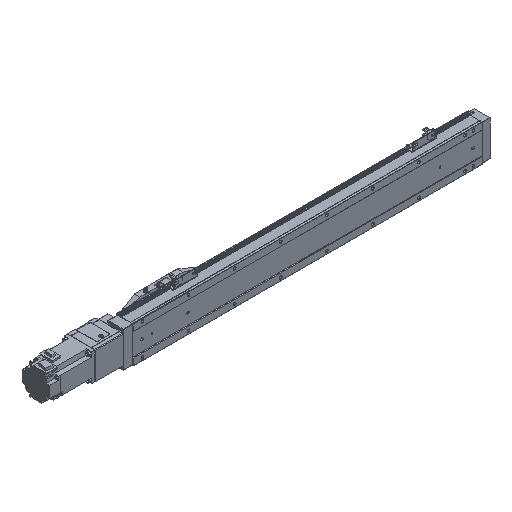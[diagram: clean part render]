
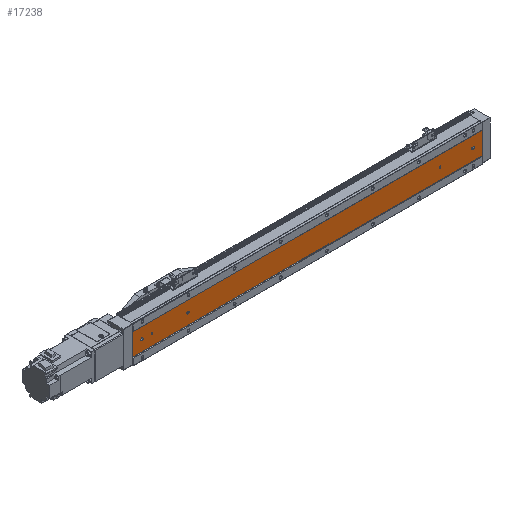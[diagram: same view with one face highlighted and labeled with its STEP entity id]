
A CAD part, isometric view. The second image highlights one B-rep face of the part: STEP entity #17238.
In plain terms, the highlighted planar face has unit normal (0, -1, 0).
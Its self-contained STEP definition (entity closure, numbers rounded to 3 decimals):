
#319 = CARTESIAN_POINT ( 'NONE',  ( 0., 1., 23.876 ) ) ;
#1225 = CARTESIAN_POINT ( 'NONE',  ( 739., 1., -2.5 ) ) ;
#1382 = ORIENTED_EDGE ( 'NONE', *, *, #29164, .F. ) ;
#1427 = DIRECTION ( 'NONE',  ( -1., 0., 0. ) ) ;
#1590 = CARTESIAN_POINT ( 'NONE',  ( 737., 1., -2.5 ) ) ;
#1613 = DIRECTION ( 'NONE',  ( 0., -1., 0. ) ) ;
#1979 = FACE_BOUND ( 'NONE', #14598, .T. ) ;
#2123 = DIRECTION ( 'NONE',  ( 0., 1., 0. ) ) ;
#2271 = ORIENTED_EDGE ( 'NONE', *, *, #4985, .F. ) ;
#2383 = VERTEX_POINT ( 'NONE', #18608 ) ;
#2638 = CARTESIAN_POINT ( 'NONE',  ( 758., 1., -2.5 ) ) ;
#3021 = EDGE_CURVE ( 'NONE', #20045, #6379, #16860, .T. ) ;
#3264 = EDGE_CURVE ( 'NONE', #10038, #22646, #21723, .T. ) ;
#3784 = AXIS2_PLACEMENT_3D ( 'NONE', #15530, #24764, #13237 ) ;
#4088 = EDGE_CURVE ( 'NONE', #6748, #9115, #27184, .T. ) ;
#4217 = EDGE_CURVE ( 'NONE', #9115, #2383, #20233, .T. ) ;
#4540 = FACE_BOUND ( 'NONE', #28077, .T. ) ;
#4662 = DIRECTION ( 'NONE',  ( 0., 0., 1. ) ) ;
#4985 = EDGE_CURVE ( 'NONE', #22646, #10038, #12806, .T. ) ;
#4993 = CARTESIAN_POINT ( 'NONE',  ( 739., 1., 0. ) ) ;
#5171 = DIRECTION ( 'NONE',  ( 0., 0., 1. ) ) ;
#5364 = DIRECTION ( 'NONE',  ( 1., 0., 0. ) ) ;
#5417 = CARTESIAN_POINT ( 'NONE',  ( 20., 1., 2.5 ) ) ;
#5452 = DIRECTION ( 'NONE',  ( 0., 0., 1. ) ) ;
#5598 = DIRECTION ( 'NONE',  ( 0., -1., 0. ) ) ;
#5616 = DIRECTION ( 'NONE',  ( 0., -1., 0. ) ) ;
#5621 = CIRCLE ( 'NONE', #20665, 2.1 ) ;
#5805 = EDGE_CURVE ( 'NONE', #6748, #23824, #8694, .T. ) ;
#5895 = ORIENTED_EDGE ( 'NONE', *, *, #20054, .T. ) ;
#5933 = EDGE_CURVE ( 'NONE', #7330, #21467, #5621, .T. ) ;
#6210 = LINE ( 'NONE', #26523, #12863 ) ;
#6349 = CIRCLE ( 'NONE', #17981, 2.1 ) ;
#6379 = VERTEX_POINT ( 'NONE', #12398 ) ;
#6383 = FACE_BOUND ( 'NONE', #19577, .T. ) ;
#6569 = CARTESIAN_POINT ( 'NONE',  ( 20., 1., -2.5 ) ) ;
#6679 = CARTESIAN_POINT ( 'NONE',  ( 758., 1., 23.876 ) ) ;
#6748 = VERTEX_POINT ( 'NONE', #23437 ) ;
#7330 = VERTEX_POINT ( 'NONE', #20061 ) ;
#7368 = DIRECTION ( 'NONE',  ( -1., 0., 0. ) ) ;
#7553 = CARTESIAN_POINT ( 'NONE',  ( 41.75, 1., 2.1 ) ) ;
#7896 = ORIENTED_EDGE ( 'NONE', *, *, #5933, .F. ) ;
#8119 = ORIENTED_EDGE ( 'NONE', *, *, #3021, .F. ) ;
#8210 = DIRECTION ( 'NONE',  ( 0., 0., 1. ) ) ;
#8694 = LINE ( 'NONE', #17962, #15815 ) ;
#8913 = EDGE_CURVE ( 'NONE', #21467, #7330, #9833, .T. ) ;
#9115 = VERTEX_POINT ( 'NONE', #23751 ) ;
#9279 = AXIS2_PLACEMENT_3D ( 'NONE', #14200, #16034, #22853 ) ;
#9283 = VERTEX_POINT ( 'NONE', #1590 ) ;
#9395 = DIRECTION ( 'NONE',  ( 0., -1., 0. ) ) ;
#9833 = CIRCLE ( 'NONE', #9279, 2.1 ) ;
#10038 = VERTEX_POINT ( 'NONE', #29072 ) ;
#10061 = LINE ( 'NONE', #2638, #10433 ) ;
#10390 = ORIENTED_EDGE ( 'NONE', *, *, #29387, .F. ) ;
#10433 = VECTOR ( 'NONE', #5364, 1000. ) ;
#10578 = CIRCLE ( 'NONE', #24628, 2.5 ) ;
#10929 = ORIENTED_EDGE ( 'NONE', *, *, #26016, .F. ) ;
#11522 = DIRECTION ( 'NONE',  ( 1., 0., 0. ) ) ;
#11660 = CIRCLE ( 'NONE', #26654, 2.5 ) ;
#12398 = CARTESIAN_POINT ( 'NONE',  ( 666.45, 1., -2.1 ) ) ;
#12399 = CARTESIAN_POINT ( 'NONE',  ( 120., 1., -2.5 ) ) ;
#12411 = VERTEX_POINT ( 'NONE', #1225 ) ;
#12754 = CARTESIAN_POINT ( 'NONE',  ( 739., 1., 2.5 ) ) ;
#12806 = CIRCLE ( 'NONE', #20576, 2.5 ) ;
#12863 = VECTOR ( 'NONE', #20171, 1000. ) ;
#13008 = AXIS2_PLACEMENT_3D ( 'NONE', #14732, #5616, #5171 ) ;
#13082 = VECTOR ( 'NONE', #7368, 1000. ) ;
#13222 = CARTESIAN_POINT ( 'NONE',  ( 666.45, 1., 0. ) ) ;
#13237 = DIRECTION ( 'NONE',  ( 0., 0., 1. ) ) ;
#13475 = CARTESIAN_POINT ( 'NONE',  ( 120., 1., 0. ) ) ;
#13563 = AXIS2_PLACEMENT_3D ( 'NONE', #6679, #2123, #11522 ) ;
#13660 = PLANE ( 'NONE',  #13563 ) ;
#14117 = ORIENTED_EDGE ( 'NONE', *, *, #18163, .F. ) ;
#14122 = EDGE_CURVE ( 'NONE', #9283, #12411, #10061, .T. ) ;
#14200 = CARTESIAN_POINT ( 'NONE',  ( 41.75, 1., 0. ) ) ;
#14272 = EDGE_LOOP ( 'NONE', ( #7896, #18067 ) ) ;
#14598 = EDGE_LOOP ( 'NONE', ( #26843, #8119 ) ) ;
#14644 = LINE ( 'NONE', #18897, #13082 ) ;
#14732 = CARTESIAN_POINT ( 'NONE',  ( 120., 1., 0. ) ) ;
#15023 = CARTESIAN_POINT ( 'NONE',  ( 20., 1., 0. ) ) ;
#15431 = VERTEX_POINT ( 'NONE', #25697 ) ;
#15530 = CARTESIAN_POINT ( 'NONE',  ( 666.45, 1., 0. ) ) ;
#15815 = VECTOR ( 'NONE', #25078, 1000. ) ;
#15894 = AXIS2_PLACEMENT_3D ( 'NONE', #15023, #18698, #16433 ) ;
#16034 = DIRECTION ( 'NONE',  ( 0., -1., 0. ) ) ;
#16136 = CARTESIAN_POINT ( 'NONE',  ( 737., 1., 0. ) ) ;
#16433 = DIRECTION ( 'NONE',  ( 0., 0., 1. ) ) ;
#16522 = ORIENTED_EDGE ( 'NONE', *, *, #3264, .F. ) ;
#16860 = CIRCLE ( 'NONE', #3784, 2.1 ) ;
#17103 = VERTEX_POINT ( 'NONE', #12754 ) ;
#17238 = ADVANCED_FACE ( 'NONE', ( #22755, #29878, #1979, #24879, #6383, #4540 ), #13660, .F. ) ;
#17284 = CARTESIAN_POINT ( 'NONE',  ( 666.45, 1., 2.1 ) ) ;
#17962 = CARTESIAN_POINT ( 'NONE',  ( 758., 1., 23.876 ) ) ;
#17981 = AXIS2_PLACEMENT_3D ( 'NONE', #13222, #22475, #8210 ) ;
#18037 = CIRCLE ( 'NONE', #19493, 2.5 ) ;
#18067 = ORIENTED_EDGE ( 'NONE', *, *, #8913, .F. ) ;
#18099 = VECTOR ( 'NONE', #29614, 1000. ) ;
#18163 = EDGE_CURVE ( 'NONE', #15431, #9283, #11660, .T. ) ;
#18471 = ORIENTED_EDGE ( 'NONE', *, *, #14122, .F. ) ;
#18556 = DIRECTION ( 'NONE',  ( 0., -1., 0. ) ) ;
#18608 = CARTESIAN_POINT ( 'NONE',  ( 0., 1., -23.876 ) ) ;
#18698 = DIRECTION ( 'NONE',  ( 0., -1., 0. ) ) ;
#18897 = CARTESIAN_POINT ( 'NONE',  ( 758., 1., 2.5 ) ) ;
#19493 = AXIS2_PLACEMENT_3D ( 'NONE', #4993, #9395, #23354 ) ;
#19577 = EDGE_LOOP ( 'NONE', ( #2271, #16522 ) ) ;
#20045 = VERTEX_POINT ( 'NONE', #17284 ) ;
#20054 = EDGE_CURVE ( 'NONE', #23824, #2383, #6210, .T. ) ;
#20061 = CARTESIAN_POINT ( 'NONE',  ( 41.75, 1., -2.1 ) ) ;
#20171 = DIRECTION ( 'NONE',  ( 0., 0., -1. ) ) ;
#20233 = LINE ( 'NONE', #29456, #21006 ) ;
#20576 = AXIS2_PLACEMENT_3D ( 'NONE', #13475, #24992, #4662 ) ;
#20665 = AXIS2_PLACEMENT_3D ( 'NONE', #28643, #5598, #5452 ) ;
#20982 = DIRECTION ( 'NONE',  ( 0., 0., 1. ) ) ;
#21006 = VECTOR ( 'NONE', #1427, 1000. ) ;
#21467 = VERTEX_POINT ( 'NONE', #7553 ) ;
#21703 = ORIENTED_EDGE ( 'NONE', *, *, #4088, .F. ) ;
#21723 = CIRCLE ( 'NONE', #13008, 2.5 ) ;
#21770 = EDGE_LOOP ( 'NONE', ( #5895, #27149, #21703, #26062 ) ) ;
#21942 = DIRECTION ( 'NONE',  ( 0., 0., 1. ) ) ;
#22330 = ORIENTED_EDGE ( 'NONE', *, *, #22401, .F. ) ;
#22401 = EDGE_CURVE ( 'NONE', #26236, #25488, #26518, .T. ) ;
#22402 = CARTESIAN_POINT ( 'NONE',  ( 20., 1., 0. ) ) ;
#22475 = DIRECTION ( 'NONE',  ( 0., -1., 0. ) ) ;
#22646 = VERTEX_POINT ( 'NONE', #12399 ) ;
#22755 = FACE_OUTER_BOUND ( 'NONE', #21770, .T. ) ;
#22853 = DIRECTION ( 'NONE',  ( 0., 0., 1. ) ) ;
#23071 = EDGE_LOOP ( 'NONE', ( #22330, #10390 ) ) ;
#23354 = DIRECTION ( 'NONE',  ( 0., 0., 1. ) ) ;
#23437 = CARTESIAN_POINT ( 'NONE',  ( 758., 1., 23.876 ) ) ;
#23751 = CARTESIAN_POINT ( 'NONE',  ( 758., 1., -23.876 ) ) ;
#23824 = VERTEX_POINT ( 'NONE', #319 ) ;
#24628 = AXIS2_PLACEMENT_3D ( 'NONE', #22402, #1613, #21942 ) ;
#24764 = DIRECTION ( 'NONE',  ( 0., -1., 0. ) ) ;
#24772 = CARTESIAN_POINT ( 'NONE',  ( 758., 1., 23.876 ) ) ;
#24879 = FACE_BOUND ( 'NONE', #23071, .T. ) ;
#24992 = DIRECTION ( 'NONE',  ( 0., -1., 0. ) ) ;
#25078 = DIRECTION ( 'NONE',  ( -1., 0., 0. ) ) ;
#25488 = VERTEX_POINT ( 'NONE', #5417 ) ;
#25697 = CARTESIAN_POINT ( 'NONE',  ( 737., 1., 2.5 ) ) ;
#26016 = EDGE_CURVE ( 'NONE', #17103, #15431, #14644, .T. ) ;
#26062 = ORIENTED_EDGE ( 'NONE', *, *, #5805, .T. ) ;
#26236 = VERTEX_POINT ( 'NONE', #6569 ) ;
#26518 = CIRCLE ( 'NONE', #15894, 2.5 ) ;
#26523 = CARTESIAN_POINT ( 'NONE',  ( 0., 1., 23.876 ) ) ;
#26590 = EDGE_CURVE ( 'NONE', #6379, #20045, #6349, .T. ) ;
#26654 = AXIS2_PLACEMENT_3D ( 'NONE', #16136, #18556, #20982 ) ;
#26843 = ORIENTED_EDGE ( 'NONE', *, *, #26590, .F. ) ;
#27149 = ORIENTED_EDGE ( 'NONE', *, *, #4217, .F. ) ;
#27184 = LINE ( 'NONE', #24772, #18099 ) ;
#28077 = EDGE_LOOP ( 'NONE', ( #18471, #14117, #10929, #1382 ) ) ;
#28643 = CARTESIAN_POINT ( 'NONE',  ( 41.75, 1., 0. ) ) ;
#29072 = CARTESIAN_POINT ( 'NONE',  ( 120., 1., 2.5 ) ) ;
#29164 = EDGE_CURVE ( 'NONE', #12411, #17103, #18037, .T. ) ;
#29387 = EDGE_CURVE ( 'NONE', #25488, #26236, #10578, .T. ) ;
#29456 = CARTESIAN_POINT ( 'NONE',  ( 758., 1., -23.876 ) ) ;
#29614 = DIRECTION ( 'NONE',  ( 0., 0., -1. ) ) ;
#29878 = FACE_BOUND ( 'NONE', #14272, .T. ) ;
